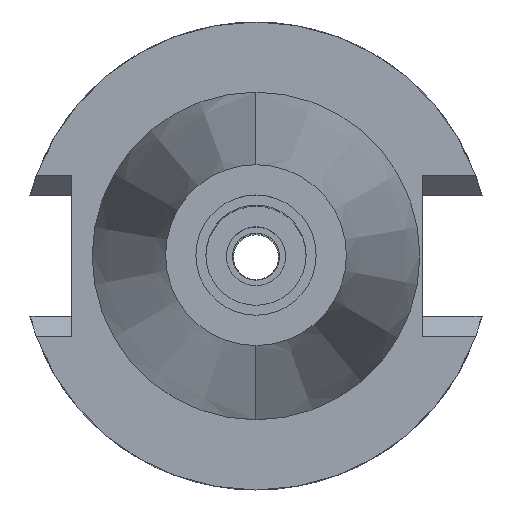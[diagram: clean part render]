
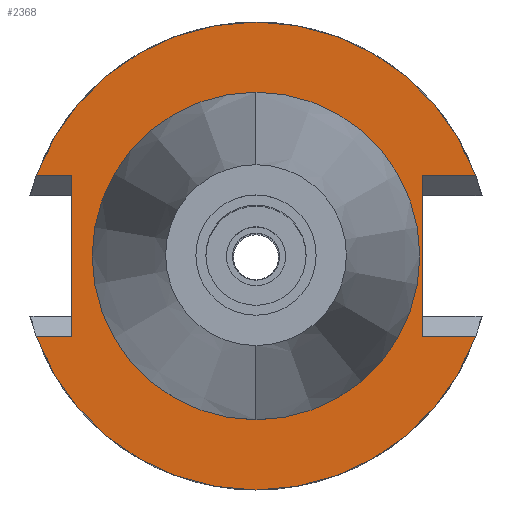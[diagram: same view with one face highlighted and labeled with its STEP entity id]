
A CAD part, top view. The second image highlights one B-rep face of the part: STEP entity #2368.
In plain terms, the highlighted planar face has unit normal (0, 0, 1).
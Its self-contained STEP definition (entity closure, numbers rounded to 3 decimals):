
#25 = VERTEX_POINT ( 'NONE', #602 ) ;
#38 = VECTOR ( 'NONE', #1270, 1000. ) ;
#64 = DIRECTION ( 'NONE',  ( 0., 0., -1. ) ) ;
#137 = CARTESIAN_POINT ( 'NONE',  ( 0., 0., -1. ) ) ;
#146 = FACE_OUTER_BOUND ( 'NONE', #1081, .T. ) ;
#150 = AXIS2_PLACEMENT_3D ( 'NONE', #2981, #1271, #2469 ) ;
#201 = VECTOR ( 'NONE', #1365, 1000. ) ;
#202 = EDGE_CURVE ( 'NONE', #3115, #2815, #1832, .T. ) ;
#231 = VERTEX_POINT ( 'NONE', #322 ) ;
#267 = CARTESIAN_POINT ( 'NONE',  ( -24.98, 10.89, -1. ) ) ;
#272 = VECTOR ( 'NONE', #3194, 1000. ) ;
#302 = ORIENTED_EDGE ( 'NONE', *, *, #3148, .F. ) ;
#322 = CARTESIAN_POINT ( 'NONE',  ( 0., 22.225, -1. ) ) ;
#391 = DIRECTION ( 'NONE',  ( 0., 0., -1. ) ) ;
#434 = VERTEX_POINT ( 'NONE', #2963 ) ;
#456 = CIRCLE ( 'NONE', #1071, 22.225 ) ;
#500 = EDGE_CURVE ( 'NONE', #2292, #25, #1190, .T. ) ;
#562 = LINE ( 'NONE', #857, #201 ) ;
#591 = EDGE_CURVE ( 'NONE', #2726, #843, #1015, .T. ) ;
#602 = CARTESIAN_POINT ( 'NONE',  ( -29.824, 10.89, -1. ) ) ;
#633 = CARTESIAN_POINT ( 'NONE',  ( 29.824, 10.89, -1. ) ) ;
#661 = AXIS2_PLACEMENT_3D ( 'NONE', #1827, #2575, #895 ) ;
#699 = LINE ( 'NONE', #2167, #1799 ) ;
#712 = ORIENTED_EDGE ( 'NONE', *, *, #1926, .T. ) ;
#741 = ORIENTED_EDGE ( 'NONE', *, *, #2477, .F. ) ;
#742 = VERTEX_POINT ( 'NONE', #1519 ) ;
#779 = ORIENTED_EDGE ( 'NONE', *, *, #892, .F. ) ;
#803 = CARTESIAN_POINT ( 'NONE',  ( 22.57, 10.89, -1. ) ) ;
#843 = VERTEX_POINT ( 'NONE', #633 ) ;
#857 = CARTESIAN_POINT ( 'NONE',  ( -24.98, 10.89, -1. ) ) ;
#862 = PLANE ( 'NONE',  #661 ) ;
#892 = EDGE_CURVE ( 'NONE', #25, #843, #2410, .T. ) ;
#895 = DIRECTION ( 'NONE',  ( 0., -1., 0. ) ) ;
#944 = DIRECTION ( 'NONE',  ( 0., -1., 0. ) ) ;
#1015 = LINE ( 'NONE', #803, #38 ) ;
#1030 = CIRCLE ( 'NONE', #150, 22.225 ) ;
#1071 = AXIS2_PLACEMENT_3D ( 'NONE', #3195, #1387, #944 ) ;
#1080 = CARTESIAN_POINT ( 'NONE',  ( -24.98, 10.89, -1. ) ) ;
#1081 = EDGE_LOOP ( 'NONE', ( #1699, #779, #2636, #1279, #712, #3014, #1952, #2235 ) ) ;
#1118 = DIRECTION ( 'NONE',  ( 0., 1., 0. ) ) ;
#1168 = EDGE_CURVE ( 'NONE', #2726, #742, #2967, .T. ) ;
#1190 = LINE ( 'NONE', #267, #2355 ) ;
#1270 = DIRECTION ( 'NONE',  ( 1., 0., 0. ) ) ;
#1271 = DIRECTION ( 'NONE',  ( 0., 0., 1. ) ) ;
#1279 = ORIENTED_EDGE ( 'NONE', *, *, #2741, .T. ) ;
#1292 = DIRECTION ( 'NONE',  ( 0., -1., 0. ) ) ;
#1318 = EDGE_CURVE ( 'NONE', #742, #3115, #1461, .T. ) ;
#1327 = CARTESIAN_POINT ( 'NONE',  ( 0., 0., -1. ) ) ;
#1329 = CARTESIAN_POINT ( 'NONE',  ( -29.824, -10.89, -1. ) ) ;
#1365 = DIRECTION ( 'NONE',  ( 0., -1., 0. ) ) ;
#1367 = VERTEX_POINT ( 'NONE', #2191 ) ;
#1387 = DIRECTION ( 'NONE',  ( 0., 0., 1. ) ) ;
#1461 = LINE ( 'NONE', #2704, #2071 ) ;
#1519 = CARTESIAN_POINT ( 'NONE',  ( 22.57, -10.89, -1. ) ) ;
#1699 = ORIENTED_EDGE ( 'NONE', *, *, #591, .T. ) ;
#1774 = EDGE_LOOP ( 'NONE', ( #302, #741 ) ) ;
#1799 = VECTOR ( 'NONE', #3198, 1000. ) ;
#1827 = CARTESIAN_POINT ( 'NONE',  ( 0., 0., -1. ) ) ;
#1832 = CIRCLE ( 'NONE', #1882, 31.75 ) ;
#1882 = AXIS2_PLACEMENT_3D ( 'NONE', #1327, #64, #1292 ) ;
#1926 = EDGE_CURVE ( 'NONE', #1367, #2815, #699, .T. ) ;
#1952 = ORIENTED_EDGE ( 'NONE', *, *, #1318, .F. ) ;
#1971 = CARTESIAN_POINT ( 'NONE',  ( 22.57, 10.89, -1. ) ) ;
#2071 = VECTOR ( 'NONE', #2412, 1000. ) ;
#2083 = FACE_BOUND ( 'NONE', #1774, .T. ) ;
#2167 = CARTESIAN_POINT ( 'NONE',  ( -24.98, -10.89, -1. ) ) ;
#2191 = CARTESIAN_POINT ( 'NONE',  ( -24.98, -10.89, -1. ) ) ;
#2216 = CARTESIAN_POINT ( 'NONE',  ( 29.824, -10.89, -1. ) ) ;
#2235 = ORIENTED_EDGE ( 'NONE', *, *, #1168, .F. ) ;
#2292 = VERTEX_POINT ( 'NONE', #1080 ) ;
#2355 = VECTOR ( 'NONE', #2720, 1000. ) ;
#2368 = ADVANCED_FACE ( 'NONE', ( #146, #2083 ), #862, .F. ) ;
#2410 = CIRCLE ( 'NONE', #2660, 31.75 ) ;
#2412 = DIRECTION ( 'NONE',  ( 1., 0., 0. ) ) ;
#2469 = DIRECTION ( 'NONE',  ( 0., 1., 0. ) ) ;
#2477 = EDGE_CURVE ( 'NONE', #434, #231, #456, .T. ) ;
#2532 = CARTESIAN_POINT ( 'NONE',  ( 22.57, 10.89, -1. ) ) ;
#2575 = DIRECTION ( 'NONE',  ( 0., 0., -1. ) ) ;
#2636 = ORIENTED_EDGE ( 'NONE', *, *, #500, .F. ) ;
#2660 = AXIS2_PLACEMENT_3D ( 'NONE', #137, #391, #1118 ) ;
#2704 = CARTESIAN_POINT ( 'NONE',  ( 22.57, -10.89, -1. ) ) ;
#2720 = DIRECTION ( 'NONE',  ( -1., 0., 0. ) ) ;
#2726 = VERTEX_POINT ( 'NONE', #2532 ) ;
#2741 = EDGE_CURVE ( 'NONE', #2292, #1367, #562, .T. ) ;
#2815 = VERTEX_POINT ( 'NONE', #1329 ) ;
#2963 = CARTESIAN_POINT ( 'NONE',  ( 0., -22.225, -1. ) ) ;
#2967 = LINE ( 'NONE', #1971, #272 ) ;
#2981 = CARTESIAN_POINT ( 'NONE',  ( 0., 0., -1. ) ) ;
#3014 = ORIENTED_EDGE ( 'NONE', *, *, #202, .F. ) ;
#3115 = VERTEX_POINT ( 'NONE', #2216 ) ;
#3148 = EDGE_CURVE ( 'NONE', #231, #434, #1030, .T. ) ;
#3194 = DIRECTION ( 'NONE',  ( 0., -1., 0. ) ) ;
#3195 = CARTESIAN_POINT ( 'NONE',  ( 0., 0., -1. ) ) ;
#3198 = DIRECTION ( 'NONE',  ( -1., 0., 0. ) ) ;
